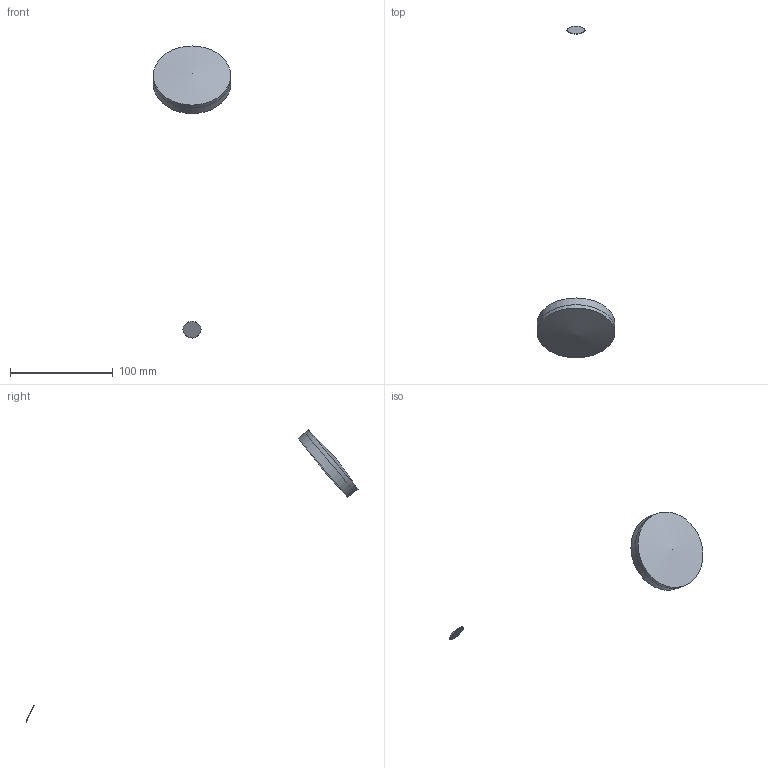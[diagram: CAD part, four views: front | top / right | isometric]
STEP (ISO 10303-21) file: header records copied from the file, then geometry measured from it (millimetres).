
FILE_DESCRIPTION(('STEP AP214'),'1');
FILE_NAME('dalekohled_okular_5mm.stp','2021-03-19T09:31:55',(' '),('ZEMAX'),'Spatial InterOp 3D',' ',' ');
FILE_SCHEMA(('AUTOMOTIVE_DESIGN { 1 0 10303 214 1 1 1 1 }'));
Length unit declared in the file: millimetre
Products named in the file (4): dalekohled_okular_5mm.ZMX; surfaces 2,3; mirror 5; surfaces 1,2
Assembly tree (3 placements, depth 2):
  dalekohled_okular_5mm.ZMX
    surfaces 2,3
    mirror 5
    surfaces 1,2
Bounding box: 75 x 322.47 x 283.7 mm (x, y, z)
Volume: 66135.3 mm3; surface area: 21339.3 mm2
Topology: 3 solids, 3 shells, 9 faces, 21 edges, 14 vertices
Faces by surface type: sphere 4, cylinder 3, plane 2
Full cylindrical faces by diameter (mm): 17.721 x1, 75 x2
Entity records: 238 total; most frequent: DIRECTION 38, CARTESIAN_POINT 25, AXIS2_PLACEMENT_3D 19, EDGE_LOOP 12, ORIENTED_EDGE 12, ADVANCED_FACE 9, PRODUCT_DEFINITION_SHAPE 7, FACE_BOUND 6
